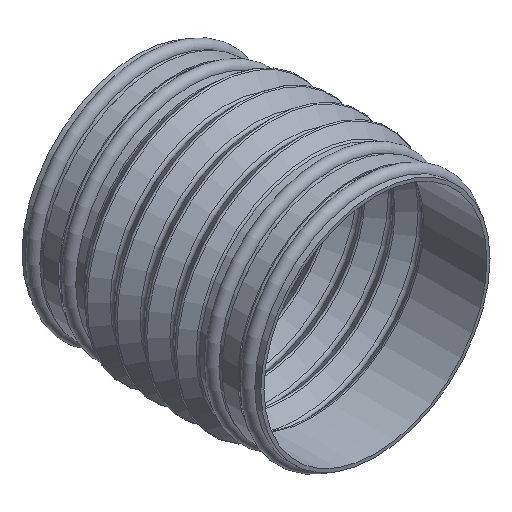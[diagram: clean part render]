
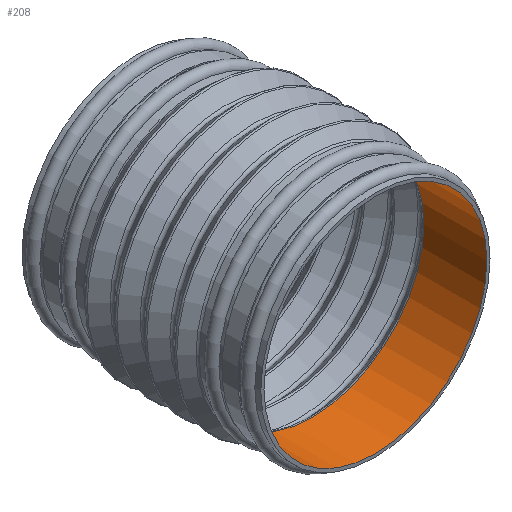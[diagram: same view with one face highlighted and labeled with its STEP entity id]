
A CAD part, isometric view. The second image highlights one B-rep face of the part: STEP entity #208.
In plain terms, the highlighted cylindrical face has radius 70 mm (diameter 140 mm), a full revolution.
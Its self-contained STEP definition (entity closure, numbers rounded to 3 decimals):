
#208 = ADVANCED_FACE( '', ( #489, #490 ), #491, .F. );
#489 = FACE_OUTER_BOUND( '', #836, .T. );
#490 = FACE_OUTER_BOUND( '', #837, .T. );
#491 = CYLINDRICAL_SURFACE( '', #838, 70. );
#836 = EDGE_LOOP( '', ( #1374 ) );
#837 = EDGE_LOOP( '', ( #1375 ) );
#838 = AXIS2_PLACEMENT_3D( '', #1376, #1377, #1378 );
#1374 = ORIENTED_EDGE( '', *, *, #1818, .T. );
#1375 = ORIENTED_EDGE( '', *, *, #1731, .F. );
#1376 = CARTESIAN_POINT( '', ( 0., 0., 0. ) );
#1377 = DIRECTION( '', ( 0., 1., 0. ) );
#1378 = DIRECTION( '', ( 0., 0., -1. ) );
#1731 = EDGE_CURVE( '', #2011, #2011, #2012, .T. );
#1818 = EDGE_CURVE( '', #2157, #2157, #2158, .T. );
#2011 = VERTEX_POINT( '', #2405 );
#2012 = CIRCLE( '', #2406, 70. );
#2157 = VERTEX_POINT( '', #2587 );
#2158 = CIRCLE( '', #2588, 70. );
#2405 = CARTESIAN_POINT( '', ( 0., 39.5, -70. ) );
#2406 = AXIS2_PLACEMENT_3D( '', #2868, #2869, #2870 );
#2587 = CARTESIAN_POINT( '', ( 0., 0., -70. ) );
#2588 = AXIS2_PLACEMENT_3D( '', #3000, #3001, #3002 );
#2868 = CARTESIAN_POINT( '', ( 0., 39.5, 0. ) );
#2869 = DIRECTION( '', ( 0., -1., 0. ) );
#2870 = DIRECTION( '', ( 0., 0., -1. ) );
#3000 = CARTESIAN_POINT( '', ( 0., 0., 0. ) );
#3001 = DIRECTION( '', ( 0., -1., 0. ) );
#3002 = DIRECTION( '', ( 0., 0., -1. ) );
